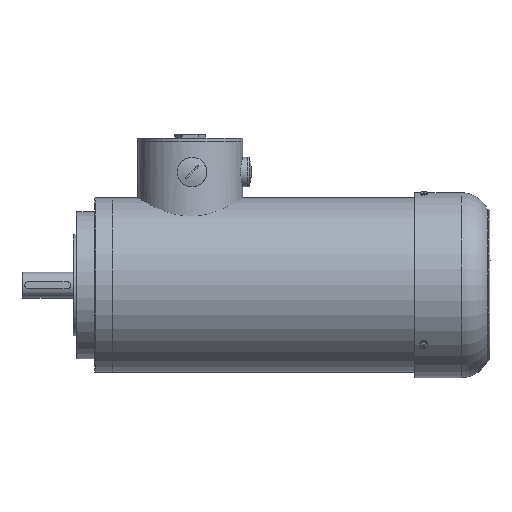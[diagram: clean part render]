
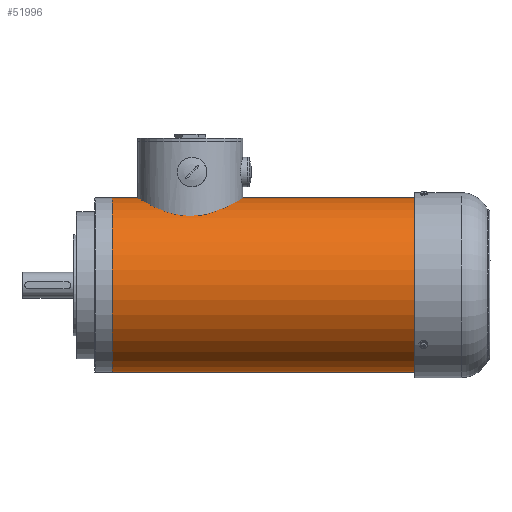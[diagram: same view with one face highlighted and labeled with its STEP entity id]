
A CAD part, front view. The second image highlights one B-rep face of the part: STEP entity #51996.
In plain terms, the highlighted cylindrical face has radius 95 mm (diameter 190 mm), a full revolution.
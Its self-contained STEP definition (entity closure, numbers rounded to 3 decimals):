
#19922=CYLINDRICAL_SURFACE('',#49664,95.);
#20247=ORIENTED_EDGE('',*,*,#25781,.T.);
#20248=ORIENTED_EDGE('',*,*,#25780,.F.);
#23742=CIRCLE('',#49663,95.);
#23743=CIRCLE('',#49665,95.);
#24513=VERTEX_POINT('',#34614);
#24514=VERTEX_POINT('',#34617);
#25780=EDGE_CURVE('',#24513,#24513,#23742,.T.);
#25781=EDGE_CURVE('',#24514,#24514,#23743,.T.);
#27532=EDGE_LOOP('',(#20247));
#27533=EDGE_LOOP('',(#20248));
#28779=FACE_BOUND('',#27532,.T.);
#28780=FACE_BOUND('',#27533,.T.);
#30047=DIRECTION('',(-1.,0.,0.));
#30048=DIRECTION('',(0.,0.,95.));
#30049=DIRECTION('',(-1.,0.,0.));
#30050=DIRECTION('',(0.,1.,0.));
#30051=DIRECTION('',(-1.,0.,0.));
#30052=DIRECTION('',(0.,0.,95.));
#34614=CARTESIAN_POINT('',(0.,95.,0.));
#34615=CARTESIAN_POINT('',(0.,0.,0.));
#34616=CARTESIAN_POINT('',(330.,0.,0.));
#34617=CARTESIAN_POINT('',(330.,95.,0.));
#34618=CARTESIAN_POINT('',(330.,0.,0.));
#49663=AXIS2_PLACEMENT_3D('',#34615,#30047,#30048);
#49664=AXIS2_PLACEMENT_3D('',#34616,#30049,#30050);
#49665=AXIS2_PLACEMENT_3D('',#34618,#30051,#30052);
#51996=ADVANCED_FACE('',(#28779,#28780),#19922,.T.);
